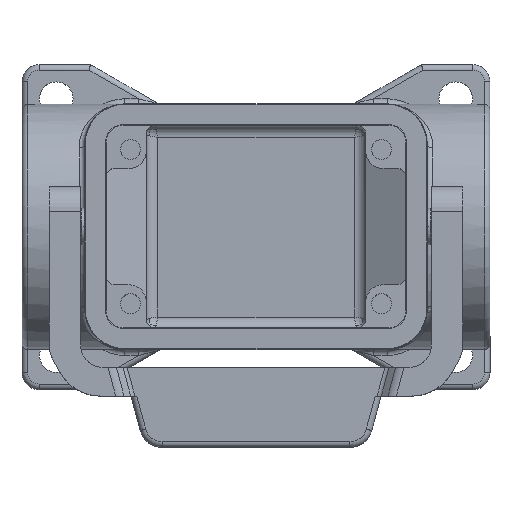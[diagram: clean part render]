
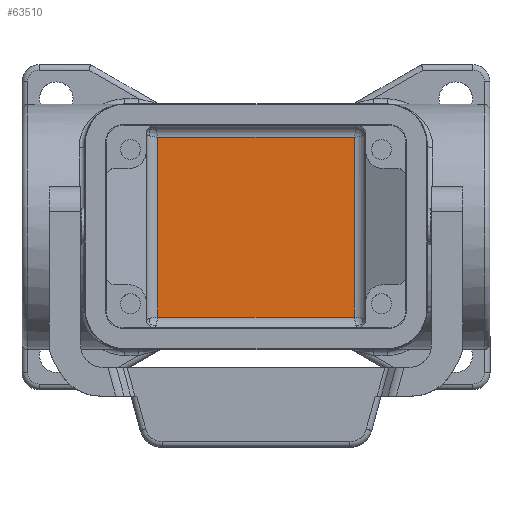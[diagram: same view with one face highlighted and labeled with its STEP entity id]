
A CAD part, top view. The second image highlights one B-rep face of the part: STEP entity #63510.
In plain terms, the highlighted face is planar.
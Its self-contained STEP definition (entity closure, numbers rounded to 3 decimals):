
#63120=CARTESIAN_POINT('',(0.,0.,67.
));
#63130=DIRECTION('',(0.,0.,1.));
#63140=DIRECTION('',(1.,0.,0.));
#63150=AXIS2_PLACEMENT_3D('',#63120,#63130,#63140);
#63160=PLANE('',#63150);
#63170=CARTESIAN_POINT('',(17.441,0.,67.));
#63180=DIRECTION('',(0.,1.,0.));
#63190=VECTOR('',#63180,1.);
#63200=LINE('',#63170,#63190);
#63210=CARTESIAN_POINT('',(17.441,17.501,67.));
#63220=VERTEX_POINT('',#63210);
#63230=CARTESIAN_POINT('',(17.441,49.001,67.));
#63240=VERTEX_POINT('',#63230);
#63250=EDGE_CURVE('',#63220,#63240,#63200,.T.);
#63260=ORIENTED_EDGE('',*,*,#63250,.T.);
#63270=CARTESIAN_POINT('',(0.,17.501,67.));
#63280=DIRECTION('',(-1.,0.,0.));
#63290=VECTOR('',#63280,1.);
#63300=LINE('',#63270,#63290);
#63310=CARTESIAN_POINT('',(51.941,17.501,67.));
#63320=VERTEX_POINT('',#63310);
#63330=EDGE_CURVE('',#63320,#63220,#63300,.T.);
#63340=ORIENTED_EDGE('',*,*,#63330,.T.);
#63350=CARTESIAN_POINT('',(51.941,0.,67.));
#63360=DIRECTION('',(0.,1.,0.));
#63370=VECTOR('',#63360,1.);
#63380=LINE('',#63350,#63370);
#63390=CARTESIAN_POINT('',(51.941,49.001,67.));
#63400=VERTEX_POINT('',#63390);
#63410=EDGE_CURVE('',#63320,#63400,#63380,.T.);
#63420=ORIENTED_EDGE('',*,*,#63410,.F.);
#63430=CARTESIAN_POINT('',(0.,49.001,67.));
#63440=DIRECTION('',(1.,0.,0.));
#63450=VECTOR('',#63440,1.);
#63460=LINE('',#63430,#63450);
#63470=EDGE_CURVE('',#63240,#63400,#63460,.T.);
#63480=ORIENTED_EDGE('',*,*,#63470,.T.);
#63490=EDGE_LOOP('',(#63480,#63420,#63340,#63260));
#63500=FACE_OUTER_BOUND('',#63490,.T.);
#63510=ADVANCED_FACE('',(#63500),#63160,.F.);
